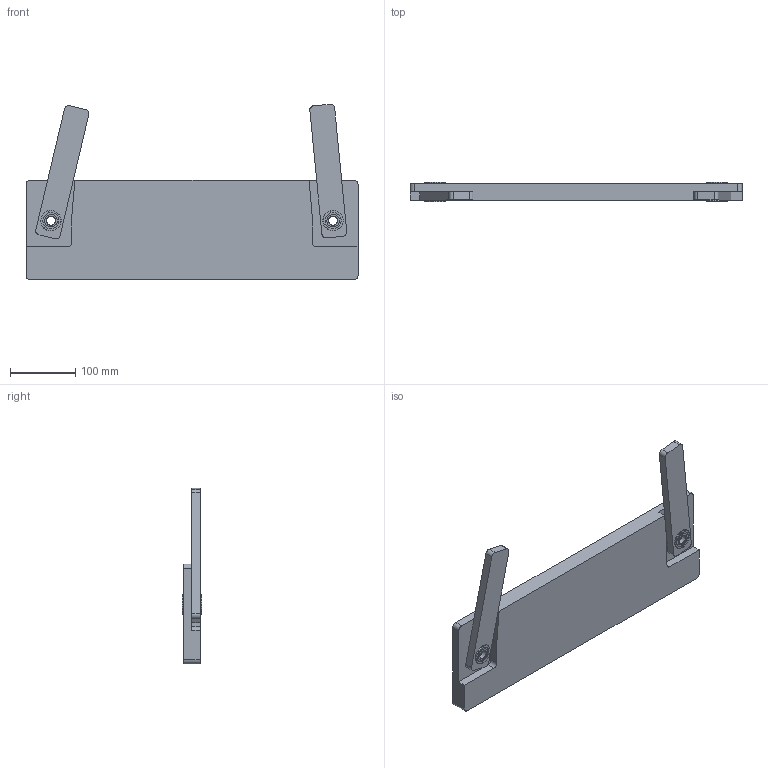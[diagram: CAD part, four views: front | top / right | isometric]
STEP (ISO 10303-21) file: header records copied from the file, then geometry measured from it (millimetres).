
FILE_DESCRIPTION(/* description */ ('STEP AP242','CAx-IF Rec.Pracs.---Representation and Presentation of Product Manufacturing Information (PMI)---4.0---2014-10-13','CAx-IF Rec.Pracs.---3D Tessellated Geometry---0.4---2014-09-14','2;1'),/* implementation_level */ '2;1');
FILE_NAME(/* name */ '66c5857d4c2e2a4146ead4d3',/* time_stamp */ '2024-08-21T06:13:17Z',/* author */ (''),/* organization */ (''),/* preprocessor_version */ 'ST-DEVELOPER v20',/* originating_system */ ' ',/* authorisation */ ' ');
FILE_SCHEMA (('AP242_MANAGED_MODEL_BASED_3D_ENGINEERING_MIM_LF { 1 0 10303 442 1 1 4 }'));
Length unit declared in the file: metre
Products named in the file (5): Assembly 1; Thunderhex ID 1.125 OD Flanged Bearing (217-4006); Part 2; Part 3; Part 1
Assembly tree (7 placements, depth 2):
  Assembly 1
    Thunderhex ID 1.125 OD Flanged Bearing (217-4006)  x4
    Part 2
    Part 3
    Part 1
Bounding box: 508 x 29.7 x 268.69 mm (x, y, z)
Volume: 1961281.4 mm3; surface area: 239515.1 mm2
Topology: 7 solids, 7 shells, 130 faces, 268 edges, 172 vertices
Faces by surface type: plane 54, cylinder 48, torus 24, cone 4
Full cylindrical faces by diameter (mm): 13.75 x4, 19.204 x8, 24.575 x8, 28.575 x8, 31.12 x4
Entity records: 2137 total; most frequent: DIRECTION 348, CARTESIAN_POINT 313, ORIENTED_EDGE 274, EDGE_CURVE 137, AXIS2_PLACEMENT_3D 136, VERTEX_POINT 101, EDGE_LOOP 100, FACE_BOUND 100
